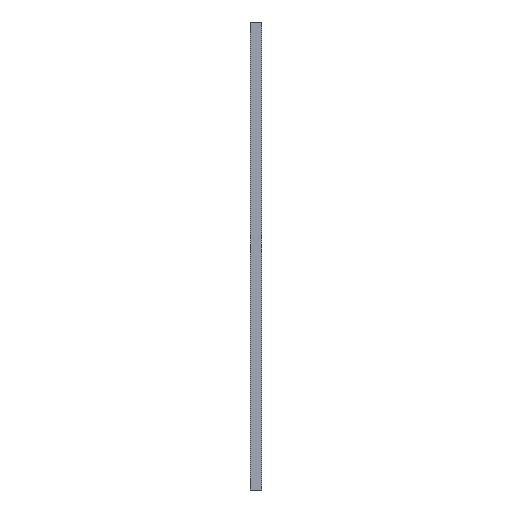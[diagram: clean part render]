
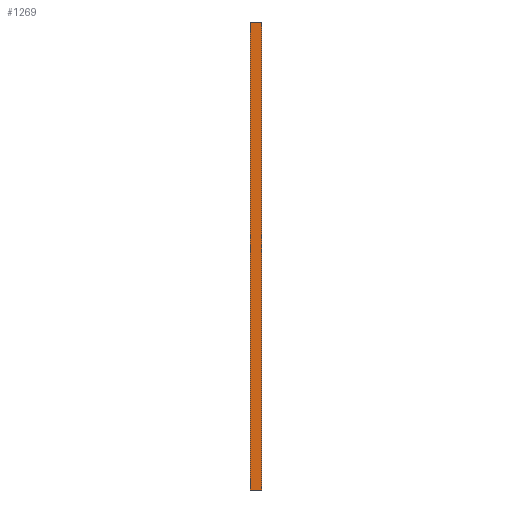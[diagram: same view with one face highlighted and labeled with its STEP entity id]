
A CAD part, left-side view. The second image highlights one B-rep face of the part: STEP entity #1269.
In plain terms, the highlighted planar face has unit normal (-1, 0, 0).
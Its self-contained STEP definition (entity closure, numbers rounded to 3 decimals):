
#139=FACE_OUTER_BOUND('',#226,.T.);
#226=EDGE_LOOP('',(#1128,#1129,#1130,#1131));
#393=LINE('',#2089,#507);
#399=LINE('',#2106,#513);
#408=LINE('',#2131,#522);
#410=LINE('',#2134,#524);
#507=VECTOR('',#1724,10.);
#513=VECTOR('',#1738,10.);
#522=VECTOR('',#1769,10.);
#524=VECTOR('',#1773,10.);
#627=VERTEX_POINT('',#2087);
#628=VERTEX_POINT('',#2088);
#635=VERTEX_POINT('',#2104);
#640=VERTEX_POINT('',#2130);
#791=EDGE_CURVE('',#627,#628,#393,.T.);
#800=EDGE_CURVE('',#628,#635,#399,.F.);
#812=EDGE_CURVE('',#640,#627,#408,.T.);
#814=EDGE_CURVE('',#640,#635,#410,.T.);
#1128=ORIENTED_EDGE('',*,*,#791,.T.);
#1129=ORIENTED_EDGE('',*,*,#800,.T.);
#1130=ORIENTED_EDGE('',*,*,#814,.F.);
#1131=ORIENTED_EDGE('',*,*,#812,.T.);
#1200=PLANE('',#1400);
#1269=ADVANCED_FACE('',(#139),#1200,.T.);
#1400=AXIS2_PLACEMENT_3D('',#2133,#1771,#1772);
#1724=DIRECTION('',(0.,0.,-1.));
#1738=DIRECTION('',(0.,1.,0.));
#1769=DIRECTION('',(0.,1.,0.));
#1771=DIRECTION('center_axis',(-1.,0.,0.));
#1772=DIRECTION('ref_axis',(0.,0.,-1.));
#1773=DIRECTION('',(0.,0.,-1.));
#2087=CARTESIAN_POINT('',(-68.354,-17.35,-1.15));
#2088=CARTESIAN_POINT('',(-68.354,-17.35,-112.85));
#2089=CARTESIAN_POINT('',(-68.354,-17.35,-8.75));
#2104=CARTESIAN_POINT('',(-68.354,-20.,-112.85));
#2106=CARTESIAN_POINT('',(-68.354,-17.5,-112.85));
#2130=CARTESIAN_POINT('',(-68.354,-20.,-1.15));
#2131=CARTESIAN_POINT('',(-68.354,-17.5,-1.15));
#2133=CARTESIAN_POINT('Origin',(-68.354,-17.5,-1.));
#2134=CARTESIAN_POINT('',(-68.354,-20.,-8.75));
